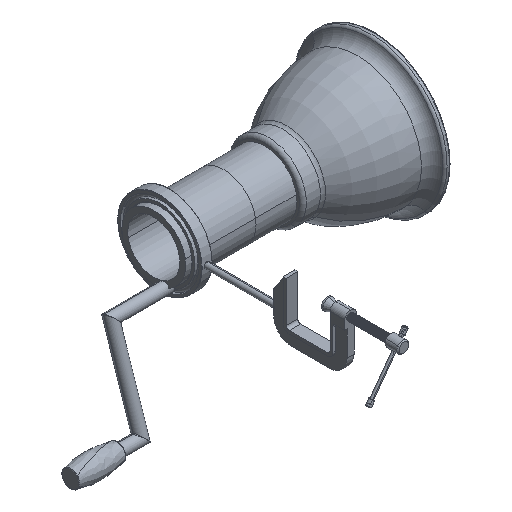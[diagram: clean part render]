
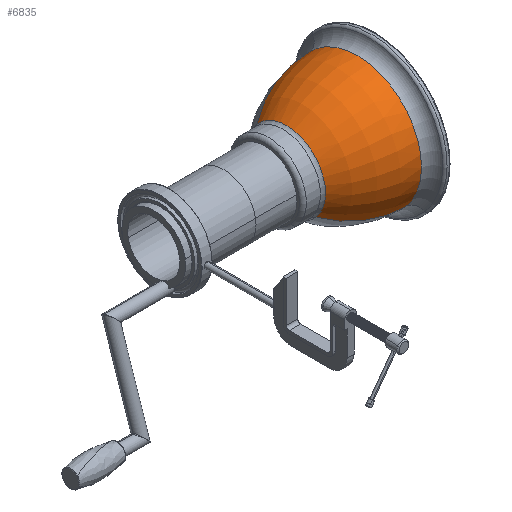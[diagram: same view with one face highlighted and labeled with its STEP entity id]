
A CAD part, isometric view. The second image highlights one B-rep face of the part: STEP entity #6835.
In plain terms, the highlighted toroidal (fillet/blend) face has major radius 40 mm and minor radius 95 mm.
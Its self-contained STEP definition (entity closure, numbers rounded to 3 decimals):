
#1045 = CARTESIAN_POINT ( 'NONE',  ( 78.501, 0., -40. ) ) ;
#2551 = CIRCLE ( 'NONE', #18317, 95. ) ;
#2601 = DIRECTION ( 'NONE',  ( 0., 0., -1. ) ) ;
#3451 = CARTESIAN_POINT ( 'NONE',  ( 18.175, 0., 0. ) ) ;
#3478 = EDGE_CURVE ( 'NONE', #22543, #4760, #25411, .T. ) ;
#3503 = ORIENTED_EDGE ( 'NONE', *, *, #3478, .T. ) ;
#3954 = DIRECTION ( 'NONE',  ( 0., 0., 1. ) ) ;
#4760 = VERTEX_POINT ( 'NONE', #17731 ) ;
#4866 = EDGE_LOOP ( 'NONE', ( #10802, #3503, #17323, #11977 ) ) ;
#5262 = CARTESIAN_POINT ( 'NONE',  ( 78.501, 0., 40. ) ) ;
#5416 = VERTEX_POINT ( 'NONE', #7913 ) ;
#6545 = CARTESIAN_POINT ( 'NONE',  ( 78.501, 0., -55. ) ) ;
#6835 = ADVANCED_FACE ( 'NONE', ( #21777 ), #24475, .T. ) ;
#7903 = EDGE_CURVE ( 'NONE', #15024, #22543, #20628, .T. ) ;
#7913 = CARTESIAN_POINT ( 'NONE',  ( 18.175, 0., 33.388 ) ) ;
#9593 = DIRECTION ( 'NONE',  ( -1., 0., 0. ) ) ;
#10084 = CARTESIAN_POINT ( 'NONE',  ( 78.501, 0., 0. ) ) ;
#10285 = DIRECTION ( 'NONE',  ( -1., 0., 0. ) ) ;
#10802 = ORIENTED_EDGE ( 'NONE', *, *, #7903, .T. ) ;
#10877 = DIRECTION ( 'NONE',  ( 0., 1., 0. ) ) ;
#10950 = DIRECTION ( 'NONE',  ( 0., -1., 0. ) ) ;
#11977 = ORIENTED_EDGE ( 'NONE', *, *, #23172, .F. ) ;
#11991 = AXIS2_PLACEMENT_3D ( 'NONE', #3451, #9593, #17418 ) ;
#13762 = EDGE_CURVE ( 'NONE', #5416, #4760, #25323, .T. ) ;
#15024 = VERTEX_POINT ( 'NONE', #21747 ) ;
#17323 = ORIENTED_EDGE ( 'NONE', *, *, #13762, .F. ) ;
#17418 = DIRECTION ( 'NONE',  ( 0., 0., 1. ) ) ;
#17491 = AXIS2_PLACEMENT_3D ( 'NONE', #5262, #10877, #18956 ) ;
#17731 = CARTESIAN_POINT ( 'NONE',  ( 18.175, 0., -33.388 ) ) ;
#18237 = DIRECTION ( 'NONE',  ( 0., 0., 1. ) ) ;
#18317 = AXIS2_PLACEMENT_3D ( 'NONE', #1045, #10950, #2601 ) ;
#18956 = DIRECTION ( 'NONE',  ( 0., 0., 1. ) ) ;
#20628 = CIRCLE ( 'NONE', #21047, 55. ) ;
#21047 = AXIS2_PLACEMENT_3D ( 'NONE', #10084, #21814, #3954 ) ;
#21747 = CARTESIAN_POINT ( 'NONE',  ( 78.501, 0., 55. ) ) ;
#21777 = FACE_OUTER_BOUND ( 'NONE', #4866, .T. ) ;
#21814 = DIRECTION ( 'NONE',  ( -1., 0., 0. ) ) ;
#22543 = VERTEX_POINT ( 'NONE', #6545 ) ;
#23172 = EDGE_CURVE ( 'NONE', #15024, #5416, #2551, .T. ) ;
#23857 = CARTESIAN_POINT ( 'NONE',  ( 78.501, 0., 0. ) ) ;
#24475 = TOROIDAL_SURFACE ( 'NONE', #25340, -40., 95. ) ;
#25323 = CIRCLE ( 'NONE', #11991, 33.388 ) ;
#25340 = AXIS2_PLACEMENT_3D ( 'NONE', #23857, #10285, #18237 ) ;
#25411 = CIRCLE ( 'NONE', #17491, 95. ) ;
